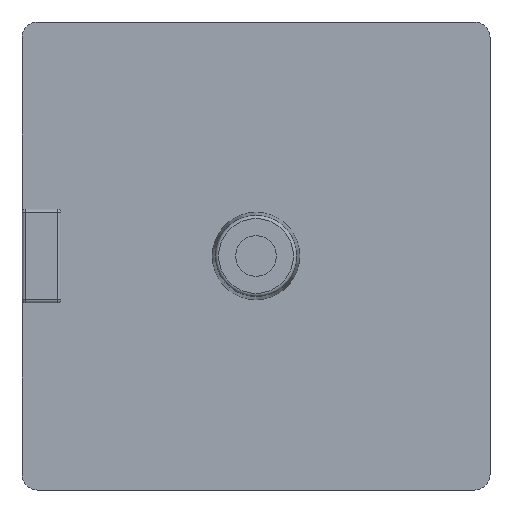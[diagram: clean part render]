
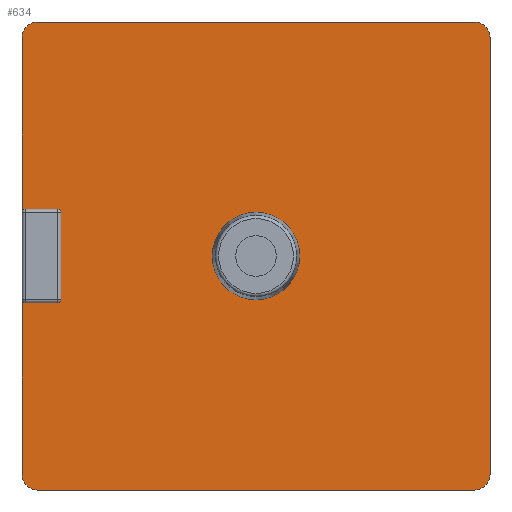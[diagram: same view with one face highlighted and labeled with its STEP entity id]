
A CAD part, front view. The second image highlights one B-rep face of the part: STEP entity #634.
In plain terms, the highlighted planar face has unit normal (0, -1, 0).
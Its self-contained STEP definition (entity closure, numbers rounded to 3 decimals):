
#22=FACE_BOUND('',#120,.T.);
#42=PLANE('',#735);
#78=FACE_OUTER_BOUND('',#119,.T.);
#119=EDGE_LOOP('',(#508,#509,#510,#511,#512,#513,#514,#515,#516,#517,#518,
#519,#520,#521,#522,#523));
#120=EDGE_LOOP('',(#524,#525));
#147=LINE('',#1039,#191);
#150=LINE('',#1048,#194);
#154=LINE('',#1055,#198);
#163=LINE('',#1214,#207);
#167=LINE('',#1223,#211);
#169=LINE('',#1231,#213);
#170=LINE('',#1236,#214);
#171=LINE('',#1239,#215);
#191=VECTOR('',#831,10.);
#194=VECTOR('',#840,10.);
#198=VECTOR('',#844,10.);
#207=VECTOR('',#889,10.);
#211=VECTOR('',#899,10.);
#213=VECTOR('',#909,10.);
#214=VECTOR('',#914,10.);
#215=VECTOR('',#917,10.);
#236=CIRCLE('',#706,0.2);
#237=CIRCLE('',#709,0.2);
#242=CIRCLE('',#730,1.);
#243=CIRCLE('',#733,1.);
#244=CIRCLE('',#736,1.);
#245=CIRCLE('',#737,0.2);
#246=CIRCLE('',#738,0.2);
#247=CIRCLE('',#739,1.);
#248=CIRCLE('',#740,2.447);
#249=CIRCLE('',#741,2.447);
#275=VERTEX_POINT('',#1031);
#276=VERTEX_POINT('',#1033);
#277=VERTEX_POINT('',#1037);
#278=VERTEX_POINT('',#1041);
#279=VERTEX_POINT('',#1045);
#280=VERTEX_POINT('',#1047);
#283=VERTEX_POINT('',#1053);
#294=VERTEX_POINT('',#1211);
#295=VERTEX_POINT('',#1213);
#296=VERTEX_POINT('',#1217);
#297=VERTEX_POINT('',#1221);
#298=VERTEX_POINT('',#1225);
#299=VERTEX_POINT('',#1230);
#300=VERTEX_POINT('',#1233);
#301=VERTEX_POINT('',#1235);
#302=VERTEX_POINT('',#1237);
#303=VERTEX_POINT('',#1241);
#304=VERTEX_POINT('',#1242);
#338=EDGE_CURVE('',#275,#276,#236,.F.);
#341=EDGE_CURVE('',#275,#277,#147,.T.);
#343=EDGE_CURVE('',#278,#277,#237,.F.);
#345=EDGE_CURVE('',#280,#279,#150,.T.);
#349=EDGE_CURVE('',#278,#283,#154,.T.);
#370=EDGE_CURVE('',#295,#294,#163,.T.);
#373=EDGE_CURVE('',#296,#294,#242,.T.);
#375=EDGE_CURVE('',#297,#296,#167,.T.);
#377=EDGE_CURVE('',#298,#297,#243,.T.);
#378=EDGE_CURVE('',#298,#299,#169,.T.);
#379=EDGE_CURVE('',#280,#299,#244,.T.);
#380=EDGE_CURVE('',#300,#279,#245,.F.);
#381=EDGE_CURVE('',#300,#301,#170,.T.);
#382=EDGE_CURVE('',#302,#301,#246,.F.);
#383=EDGE_CURVE('',#302,#276,#171,.T.);
#384=EDGE_CURVE('',#295,#283,#247,.T.);
#385=EDGE_CURVE('',#303,#304,#248,.T.);
#386=EDGE_CURVE('',#304,#303,#249,.T.);
#508=ORIENTED_EDGE('',*,*,#373,.F.);
#509=ORIENTED_EDGE('',*,*,#375,.F.);
#510=ORIENTED_EDGE('',*,*,#377,.F.);
#511=ORIENTED_EDGE('',*,*,#378,.T.);
#512=ORIENTED_EDGE('',*,*,#379,.F.);
#513=ORIENTED_EDGE('',*,*,#345,.T.);
#514=ORIENTED_EDGE('',*,*,#380,.F.);
#515=ORIENTED_EDGE('',*,*,#381,.T.);
#516=ORIENTED_EDGE('',*,*,#382,.F.);
#517=ORIENTED_EDGE('',*,*,#383,.T.);
#518=ORIENTED_EDGE('',*,*,#338,.F.);
#519=ORIENTED_EDGE('',*,*,#341,.T.);
#520=ORIENTED_EDGE('',*,*,#343,.F.);
#521=ORIENTED_EDGE('',*,*,#349,.T.);
#522=ORIENTED_EDGE('',*,*,#384,.F.);
#523=ORIENTED_EDGE('',*,*,#370,.T.);
#524=ORIENTED_EDGE('',*,*,#385,.T.);
#525=ORIENTED_EDGE('',*,*,#386,.T.);
#634=ADVANCED_FACE('',(#78,#22),#42,.T.);
#706=AXIS2_PLACEMENT_3D('',#1034,#825,#826);
#709=AXIS2_PLACEMENT_3D('',#1043,#835,#836);
#730=AXIS2_PLACEMENT_3D('',#1219,#894,#895);
#733=AXIS2_PLACEMENT_3D('',#1227,#903,#904);
#735=AXIS2_PLACEMENT_3D('',#1229,#907,#908);
#736=AXIS2_PLACEMENT_3D('',#1232,#910,#911);
#737=AXIS2_PLACEMENT_3D('',#1234,#912,#913);
#738=AXIS2_PLACEMENT_3D('',#1238,#915,#916);
#739=AXIS2_PLACEMENT_3D('',#1240,#918,#919);
#740=AXIS2_PLACEMENT_3D('',#1243,#920,#921);
#741=AXIS2_PLACEMENT_3D('',#1244,#922,#923);
#825=DIRECTION('center_axis',(0.,1.,0.));
#826=DIRECTION('ref_axis',(0.707,0.,-0.707));
#831=DIRECTION('',(-1.,0.,0.));
#835=DIRECTION('center_axis',(0.,1.,0.));
#836=DIRECTION('ref_axis',(-0.707,0.,-0.707));
#840=DIRECTION('',(0.,0.,-1.));
#844=DIRECTION('',(0.,0.,-1.));
#889=DIRECTION('',(1.,0.,0.));
#894=DIRECTION('center_axis',(0.,1.,0.));
#895=DIRECTION('ref_axis',(0.707,0.,-0.707));
#899=DIRECTION('',(0.,0.,-1.));
#903=DIRECTION('center_axis',(0.,1.,0.));
#904=DIRECTION('ref_axis',(0.707,0.,0.707));
#907=DIRECTION('center_axis',(0.,-1.,0.));
#908=DIRECTION('ref_axis',(0.,0.,-1.));
#909=DIRECTION('',(-1.,0.,0.));
#910=DIRECTION('center_axis',(0.,1.,0.));
#911=DIRECTION('ref_axis',(-0.707,0.,0.707));
#912=DIRECTION('center_axis',(0.,1.,0.));
#913=DIRECTION('ref_axis',(-0.707,0.,0.707));
#914=DIRECTION('',(1.,0.,0.));
#915=DIRECTION('center_axis',(0.,1.,0.));
#916=DIRECTION('ref_axis',(0.707,0.,0.707));
#917=DIRECTION('',(0.,0.,-1.));
#918=DIRECTION('center_axis',(0.,1.,0.));
#919=DIRECTION('ref_axis',(-0.707,0.,-0.707));
#920=DIRECTION('center_axis',(0.,1.,0.));
#921=DIRECTION('ref_axis',(0.,0.,1.));
#922=DIRECTION('center_axis',(0.,1.,0.));
#923=DIRECTION('ref_axis',(0.,0.,1.));
#1031=CARTESIAN_POINT('',(-12.7,0.,-3.));
#1033=CARTESIAN_POINT('',(-12.5,0.,-2.8));
#1034=CARTESIAN_POINT('Origin',(-12.7,0.,-2.8));
#1037=CARTESIAN_POINT('',(-14.8,0.,-3.));
#1039=CARTESIAN_POINT('',(1.25,0.,-3.));
#1041=CARTESIAN_POINT('',(-15.,0.,-2.8));
#1043=CARTESIAN_POINT('Origin',(-14.8,0.,-2.8));
#1045=CARTESIAN_POINT('',(-15.,0.,2.8));
#1047=CARTESIAN_POINT('',(-15.,0.,14.));
#1048=CARTESIAN_POINT('',(-15.,0.,0.));
#1053=CARTESIAN_POINT('',(-15.,0.,-14.));
#1055=CARTESIAN_POINT('',(-15.,0.,0.));
#1211=CARTESIAN_POINT('',(14.,0.,-15.));
#1213=CARTESIAN_POINT('',(-14.,0.,-15.));
#1214=CARTESIAN_POINT('',(15.,0.,-15.));
#1217=CARTESIAN_POINT('',(15.,0.,-14.));
#1219=CARTESIAN_POINT('Origin',(14.,0.,-14.));
#1221=CARTESIAN_POINT('',(15.,0.,14.));
#1223=CARTESIAN_POINT('',(15.,0.,0.));
#1225=CARTESIAN_POINT('',(14.,0.,15.));
#1227=CARTESIAN_POINT('Origin',(14.,0.,14.));
#1229=CARTESIAN_POINT('Origin',(15.,0.,0.));
#1230=CARTESIAN_POINT('',(-14.,0.,15.));
#1231=CARTESIAN_POINT('',(15.,0.,15.));
#1232=CARTESIAN_POINT('Origin',(-14.,0.,14.));
#1233=CARTESIAN_POINT('',(-14.8,0.,3.));
#1234=CARTESIAN_POINT('Origin',(-14.8,0.,2.8));
#1235=CARTESIAN_POINT('',(-12.7,0.,3.));
#1236=CARTESIAN_POINT('',(0.,0.,3.));
#1237=CARTESIAN_POINT('',(-12.5,0.,2.8));
#1238=CARTESIAN_POINT('Origin',(-12.7,0.,2.8));
#1239=CARTESIAN_POINT('',(-12.5,0.,1.5));
#1240=CARTESIAN_POINT('Origin',(-14.,0.,-14.));
#1241=CARTESIAN_POINT('',(0.,0.,2.447));
#1242=CARTESIAN_POINT('',(0.,0.,-2.447));
#1243=CARTESIAN_POINT('Origin',(0.,0.,
0.));
#1244=CARTESIAN_POINT('Origin',(0.,0.,
0.));
